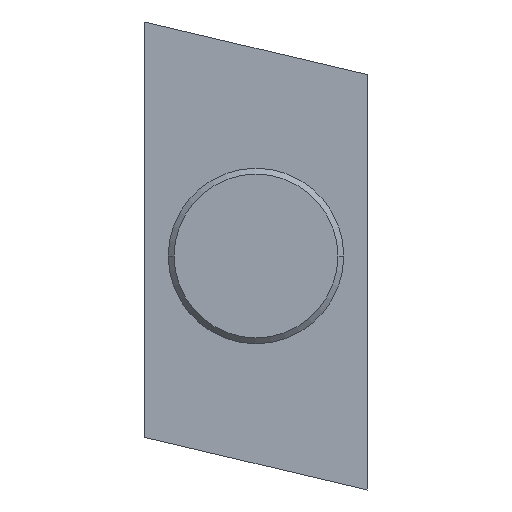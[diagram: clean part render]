
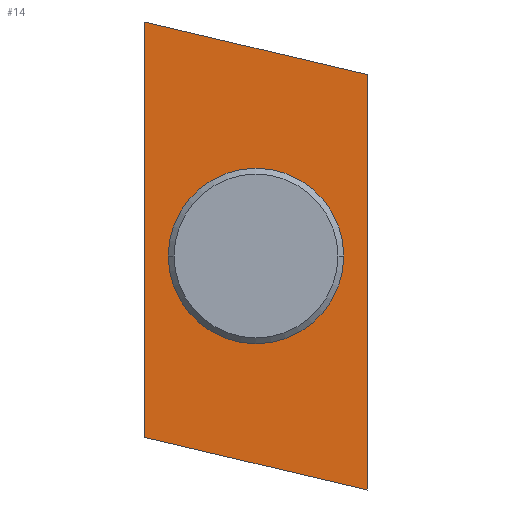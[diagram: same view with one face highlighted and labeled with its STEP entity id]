
A CAD part, left-side view. The second image highlights one B-rep face of the part: STEP entity #14.
In plain terms, the highlighted planar face has unit normal (-1, 0, 0).
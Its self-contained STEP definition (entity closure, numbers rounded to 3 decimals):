
#14 = ADVANCED_FACE ( 'NONE', ( #330, #332 ), #477, .F. ) ;
#24 = DIRECTION ( 'NONE',  ( 0., 0., 1. ) ) ;
#40 = CARTESIAN_POINT ( 'NONE',  ( 0., 7.6, 8. ) ) ;
#72 = CARTESIAN_POINT ( 'NONE',  ( 0., 3.8, 8. ) ) ;
#73 = DIRECTION ( 'NONE',  ( 1., 0., 0. ) ) ;
#74 = DIRECTION ( 'NONE',  ( 0., 1., 0. ) ) ;
#100 = VERTEX_POINT ( 'NONE', #424 ) ;
#104 = VERTEX_POINT ( 'NONE', #430 ) ;
#106 = VERTEX_POINT ( 'NONE', #432 ) ;
#108 = VERTEX_POINT ( 'NONE', #435 ) ;
#114 = VERTEX_POINT ( 'NONE', #455 ) ;
#119 = VERTEX_POINT ( 'NONE', #460 ) ;
#148 = EDGE_CURVE ( 'NONE', #106, #119, #341, .T. ) ;
#159 = EDGE_CURVE ( 'NONE', #108, #100, #343, .T. ) ;
#160 = EDGE_CURVE ( 'NONE', #104, #114, #347, .T. ) ;
#162 = EDGE_CURVE ( 'NONE', #100, #106, #349, .T. ) ;
#175 = EDGE_CURVE ( 'NONE', #119, #108, #374, .T. ) ;
#180 = EDGE_CURVE ( 'NONE', #114, #104, #383, .T. ) ;
#194 = AXIS2_PLACEMENT_3D ( 'NONE', #454, #450, #486 ) ;
#199 = AXIS2_PLACEMENT_3D ( 'NONE', #478, #483, #484 ) ;
#205 = AXIS2_PLACEMENT_3D ( 'NONE', #72, #73, #74 ) ;
#271 = ORIENTED_EDGE ( 'NONE', *, *, #175, .F. ) ;
#272 = ORIENTED_EDGE ( 'NONE', *, *, #148, .F. ) ;
#273 = ORIENTED_EDGE ( 'NONE', *, *, #162, .F. ) ;
#274 = ORIENTED_EDGE ( 'NONE', *, *, #159, .F. ) ;
#275 = ORIENTED_EDGE ( 'NONE', *, *, #160, .T. ) ;
#277 = ORIENTED_EDGE ( 'NONE', *, *, #180, .T. ) ;
#294 = EDGE_LOOP ( 'NONE', ( #273, #274, #271, #272 ) ) ;
#295 = EDGE_LOOP ( 'NONE', ( #277, #275 ) ) ;
#330 = FACE_BOUND ( 'NONE', #295, .T. ) ;
#332 = FACE_OUTER_BOUND ( 'NONE', #294, .T. ) ;
#341 = LINE ( 'NONE', #461, #342 ) ;
#342 = VECTOR ( 'NONE', #462, 1000. ) ;
#343 = LINE ( 'NONE', #472, #345 ) ;
#345 = VECTOR ( 'NONE', #474, 1000. ) ;
#347 = CIRCLE ( 'NONE', #199, 3. ) ;
#349 = LINE ( 'NONE', #495, #350 ) ;
#350 = VECTOR ( 'NONE', #494, 1000. ) ;
#374 = LINE ( 'NONE', #40, #375 ) ;
#375 = VECTOR ( 'NONE', #24, 1000. ) ;
#383 = CIRCLE ( 'NONE', #205, 3. ) ;
#424 = CARTESIAN_POINT ( 'NONE',  ( 0., 0., 14.2 ) ) ;
#430 = CARTESIAN_POINT ( 'NONE',  ( 0., 0.8, 8. ) ) ;
#432 = CARTESIAN_POINT ( 'NONE',  ( 0., 0., 0. ) ) ;
#435 = CARTESIAN_POINT ( 'NONE',  ( 0., 7.6, 16. ) ) ;
#450 = DIRECTION ( 'NONE',  ( 1., 0., 0. ) ) ;
#454 = CARTESIAN_POINT ( 'NONE',  ( 0., 0., 16.096 ) ) ;
#455 = CARTESIAN_POINT ( 'NONE',  ( 0., 6.8, 8. ) ) ;
#460 = CARTESIAN_POINT ( 'NONE',  ( 0., 7.6, 1.8 ) ) ;
#461 = CARTESIAN_POINT ( 'NONE',  ( 0., 0., 0. ) ) ;
#462 = DIRECTION ( 'NONE',  ( 0., 0.973, 0.23 ) ) ;
#472 = CARTESIAN_POINT ( 'NONE',  ( 0., 7.6, 16. ) ) ;
#474 = DIRECTION ( 'NONE',  ( 0., -0.973, -0.23 ) ) ;
#477 = PLANE ( 'NONE',  #194 ) ;
#478 = CARTESIAN_POINT ( 'NONE',  ( 0., 3.8, 8. ) ) ;
#483 = DIRECTION ( 'NONE',  ( 1., 0., 0. ) ) ;
#484 = DIRECTION ( 'NONE',  ( 0., 1., 0. ) ) ;
#486 = DIRECTION ( 'NONE',  ( 0., 0., -1. ) ) ;
#494 = DIRECTION ( 'NONE',  ( 0., 0., -1. ) ) ;
#495 = CARTESIAN_POINT ( 'NONE',  ( 0., 0., 8. ) ) ;
